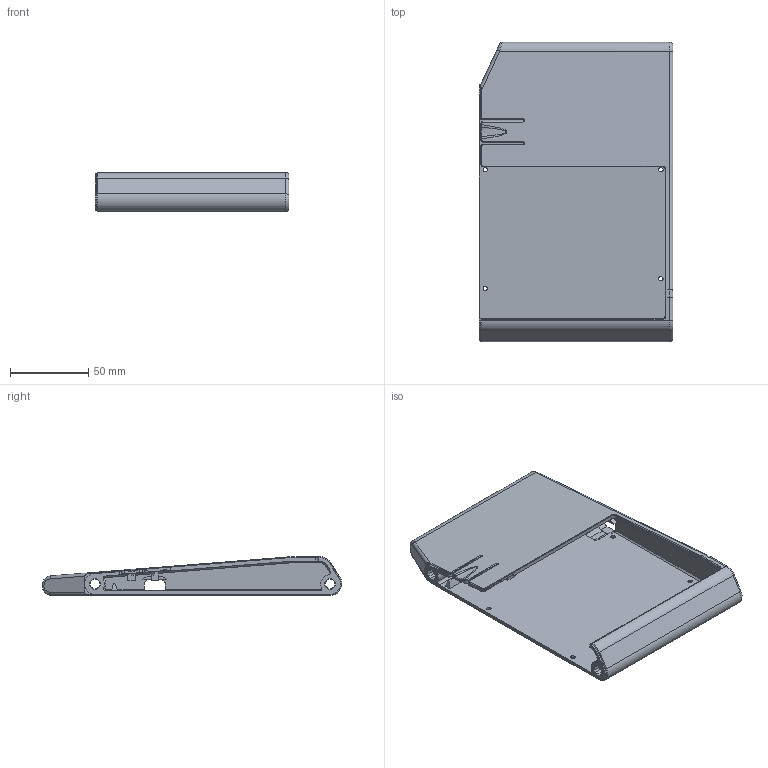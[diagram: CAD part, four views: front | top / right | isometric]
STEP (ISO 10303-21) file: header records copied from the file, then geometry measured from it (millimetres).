
FILE_DESCRIPTION(/* description */ (''),/* implementation_level */ '2;1');
FILE_NAME(/* name */ 'skc03-ino-us-left.step',/* time_stamp */ '2022-08-20T20:12:44+09:00',/* author */ (''),/* organization */ (''),/* preprocessor_version */ 'ST-DEVELOPER v19',/* originating_system */ 'Autodesk Translation Framework v11.7.0.108',/* authorisation */ '');
FILE_SCHEMA (('AUTOMOTIVE_DESIGN { 1 0 10303 214 3 1 1 }'));
Length unit declared in the file: millimetre
Products named in the file (1): left
Bounding box: 123.94 x 191.65 x 24.89 mm (x, y, z)
Volume: 126389.2 mm3; surface area: 85373.6 mm2
Topology: 1 solids, 2 shells, 350 faces, 893 edges, 552 vertices
Faces by surface type: plane 238, cylinder 55, bspline 40, cone 13, torus 4
Full cylindrical faces by diameter (mm): 2.8 x4, 3.5 x1, 5 x1, 9.5 x2, 11 x2
Entity records: 11458 total; most frequent: CARTESIAN_POINT 3173, ORIENTED_EDGE 1786, DIRECTION 1575, EDGE_CURVE 893, LINE 671, VECTOR 671, VERTEX_POINT 552, AXIS2_PLACEMENT_3D 452
